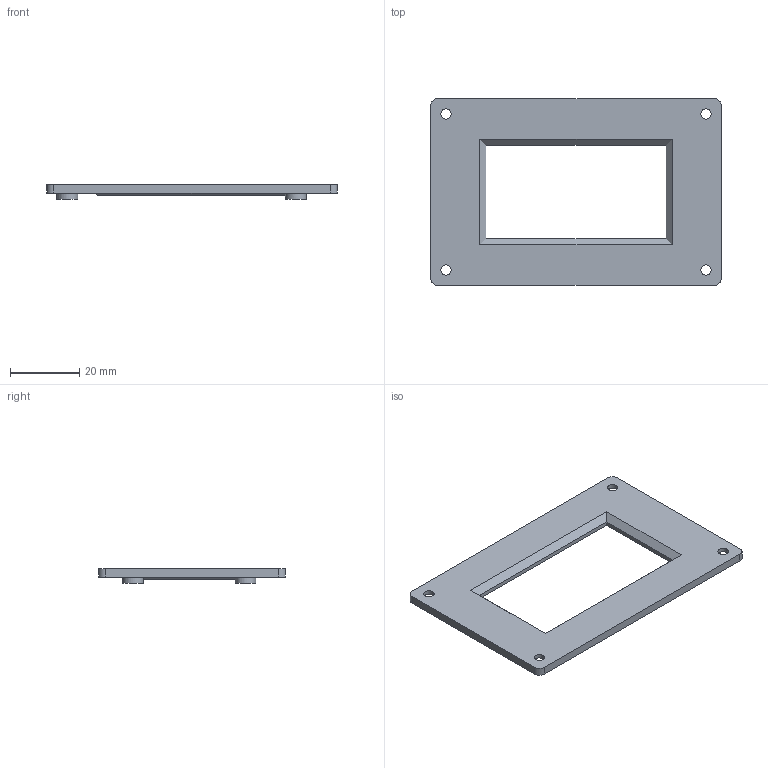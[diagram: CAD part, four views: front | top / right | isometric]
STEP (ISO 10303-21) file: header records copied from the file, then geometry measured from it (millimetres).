
Length unit declared in the file: millimetre
Products named in the file (1): IoT Display Panel
Bounding box: 84 x 54 x 4.2 mm (x, y, z)
Volume: 4665.8 mm3; surface area: 7920.8 mm2
Topology: 1 solids, 1 shells, 56 faces, 134 edges, 88 vertices
Faces by surface type: plane 32, cylinder 20, torus 4
Full cylindrical faces by diameter (mm): 2 x4, 3 x4, 6 x4
Entity records: 1730 total; most frequent: CARTESIAN_POINT 313, DIRECTION 299, ORIENTED_EDGE 268, EDGE_CURVE 134, AXIS2_PLACEMENT_3D 112, VERTEX_POINT 88, LINE 75, VECTOR 75
